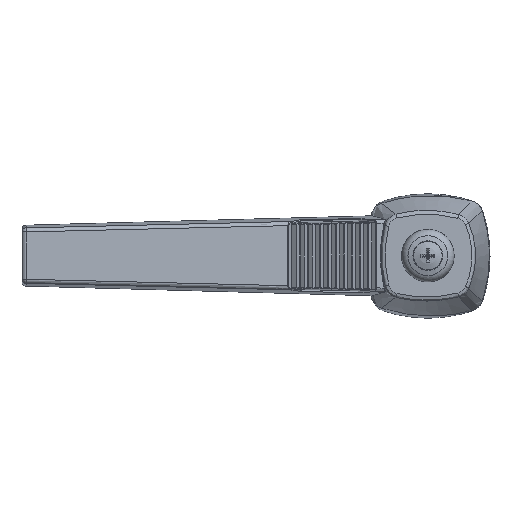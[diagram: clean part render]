
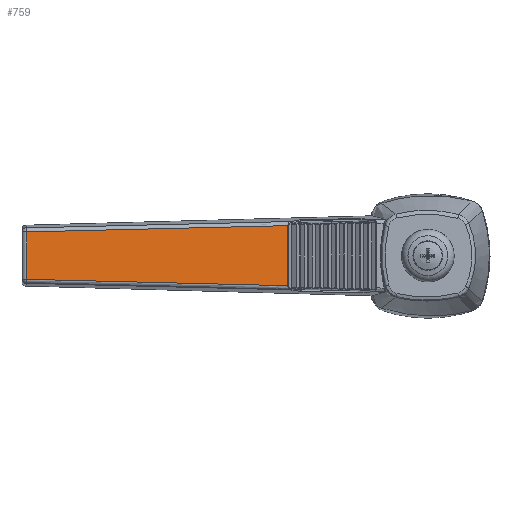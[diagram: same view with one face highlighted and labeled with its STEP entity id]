
A CAD part, top view. The second image highlights one B-rep face of the part: STEP entity #759.
In plain terms, the highlighted planar face has unit normal (0.167, 0, 0.986).
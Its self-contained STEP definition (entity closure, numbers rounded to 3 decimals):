
#759 = ADVANCED_FACE( '', ( #1681 ), #1682, .T. );
#1681 = FACE_OUTER_BOUND( '', #6364, .T. );
#1682 = PLANE( '', #6365 );
#6364 = EDGE_LOOP( '', ( #11122, #11123, #11124, #11125 ) );
#6365 = AXIS2_PLACEMENT_3D( '', #11126, #11127, #11128 );
#11122 = ORIENTED_EDGE( '', *, *, #12809, .T. );
#11123 = ORIENTED_EDGE( '', *, *, #12057, .T. );
#11124 = ORIENTED_EDGE( '', *, *, #12659, .T. );
#11125 = ORIENTED_EDGE( '', *, *, #12690, .T. );
#11126 = CARTESIAN_POINT( '', ( -7.346, 9., 38.229 ) );
#11127 = DIRECTION( '', ( 0.167, 0., 0.986 ) );
#11128 = DIRECTION( '', ( 0.986, 0., -0.167 ) );
#12057 = EDGE_CURVE( '', #13113, #13118, #13120, .T. );
#12659 = EDGE_CURVE( '', #13118, #13599, #14059, .T. );
#12690 = EDGE_CURVE( '', #13599, #14100, #14102, .F. );
#12809 = EDGE_CURVE( '', #14100, #13113, #14258, .T. );
#13113 = VERTEX_POINT( '', #14603 );
#13118 = VERTEX_POINT( '', #14609 );
#13120 = LINE( '', #14611, #14612 );
#13599 = VERTEX_POINT( '', #15653 );
#14059 = B_SPLINE_CURVE_WITH_KNOTS( '', 3, ( #17070, #17071, #17072, #17073, #17074, #17075, #17076, #17077 ), .UNSPECIFIED., .F., .F., ( 4, 2, 2, 4 ), ( 0., 0.033, 0.049, 0.066 ), .UNSPECIFIED. );
#14100 = VERTEX_POINT( '', #17184 );
#14102 = LINE( '', #17186, #17187 );
#14258 = B_SPLINE_CURVE_WITH_KNOTS( '', 3, ( #17872, #17873, #17874, #17875, #17876, #17877, #17878, #17879 ), .UNSPECIFIED., .F., .F., ( 4, 2, 2, 4 ), ( 0., 0.016, 0.033, 0.066 ), .UNSPECIFIED. );
#14603 = CARTESIAN_POINT( '', ( -34.597, -7.427, 42.85 ) );
#14609 = CARTESIAN_POINT( '', ( -34.597, 7.427, 42.85 ) );
#14611 = CARTESIAN_POINT( '', ( -34.597, 9., 42.85 ) );
#14612 = VECTOR( '', #18705, 1000. );
#15653 = CARTESIAN_POINT( '', ( -99.183, 5.857, 53.802 ) );
#17070 = CARTESIAN_POINT( '', ( -34.597, 7.427, 42.85 ) );
#17071 = CARTESIAN_POINT( '', ( -45.361, 7.163, 44.675 ) );
#17072 = CARTESIAN_POINT( '', ( -56.125, 6.901, 46.501 ) );
#17073 = CARTESIAN_POINT( '', ( -72.272, 6.508, 49.239 ) );
#17074 = CARTESIAN_POINT( '', ( -77.654, 6.377, 50.151 ) );
#17075 = CARTESIAN_POINT( '', ( -88.418, 6.116, 51.977 ) );
#17076 = CARTESIAN_POINT( '', ( -93.801, 5.986, 52.889 ) );
#17077 = CARTESIAN_POINT( '', ( -99.183, 5.857, 53.802 ) );
#17184 = CARTESIAN_POINT( '', ( -99.183, -5.857, 53.802 ) );
#17186 = CARTESIAN_POINT( '', ( -99.183, -6.7, 53.802 ) );
#17187 = VECTOR( '', #19531, 1000. );
#17872 = CARTESIAN_POINT( '', ( -99.183, -5.857, 53.802 ) );
#17873 = CARTESIAN_POINT( '', ( -93.801, -5.986, 52.889 ) );
#17874 = CARTESIAN_POINT( '', ( -88.418, -6.116, 51.977 ) );
#17875 = CARTESIAN_POINT( '', ( -77.654, -6.377, 50.151 ) );
#17876 = CARTESIAN_POINT( '', ( -72.272, -6.508, 49.239 ) );
#17877 = CARTESIAN_POINT( '', ( -56.125, -6.901, 46.501 ) );
#17878 = CARTESIAN_POINT( '', ( -45.361, -7.163, 44.675 ) );
#17879 = CARTESIAN_POINT( '', ( -34.597, -7.427, 42.85 ) );
#18705 = DIRECTION( '', ( 0., 1., 0. ) );
#19531 = DIRECTION( '', ( 0., 1., 0. ) );
